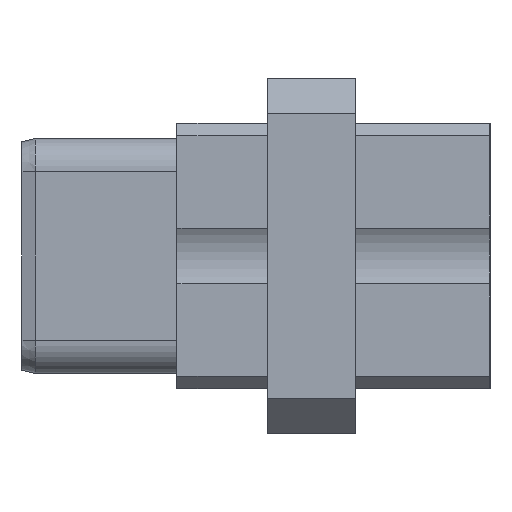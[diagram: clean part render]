
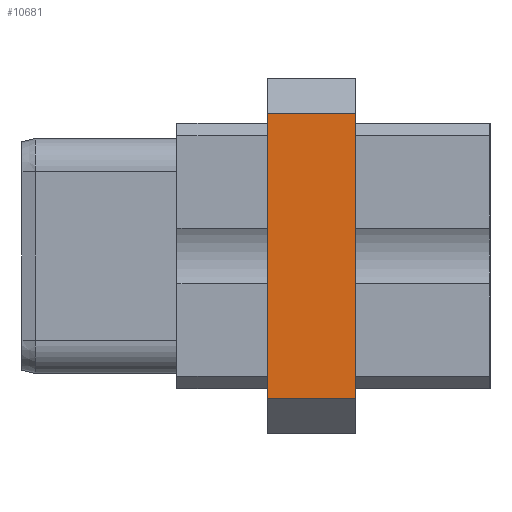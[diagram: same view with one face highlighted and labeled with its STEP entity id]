
A CAD part, left-side view. The second image highlights one B-rep face of the part: STEP entity #10681.
In plain terms, the highlighted planar face has unit normal (-1, 0, 0).
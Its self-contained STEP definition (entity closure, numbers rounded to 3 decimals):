
#249=DIRECTION('',(0.,-1.,0.));
#250=VECTOR('',#249,5.028);
#251=CARTESIAN_POINT('',(-43.964,-5.126,-8.15));
#252=LINE('',#251,#250);
#257=DIRECTION('',(0.,0.,-1.));
#258=VECTOR('',#257,16.3);
#259=CARTESIAN_POINT('',(-43.964,-10.154,8.15));
#260=LINE('',#259,#258);
#261=DIRECTION('',(0.,0.,1.));
#262=VECTOR('',#261,16.3);
#263=CARTESIAN_POINT('',(-43.964,-5.126,-8.15));
#264=LINE('',#263,#262);
#269=DIRECTION('',(0.,1.,0.));
#270=VECTOR('',#269,5.028);
#271=CARTESIAN_POINT('',(-43.964,-10.154,8.15));
#272=LINE('',#271,#270);
#10252=CARTESIAN_POINT('',(-43.964,-5.126,8.15));
#10254=VERTEX_POINT('',#10252);
#10257=CARTESIAN_POINT('',(-43.964,-5.126,-8.15));
#10259=VERTEX_POINT('',#10257);
#10300=CARTESIAN_POINT('',(-43.964,-10.154,-8.15));
#10302=VERTEX_POINT('',#10300);
#10305=CARTESIAN_POINT('',(-43.964,-10.154,8.15));
#10307=VERTEX_POINT('',#10305);
#10668=CARTESIAN_POINT('',(-43.964,-5.65,-10.14));
#10669=DIRECTION('',(-1.,0.,0.));
#10670=DIRECTION('',(0.,0.,1.));
#10671=AXIS2_PLACEMENT_3D('',#10668,#10669,#10670);
#10672=PLANE('',#10671);
#10674=ORIENTED_EDGE('',*,*,#10673,.F.);
#10675=ORIENTED_EDGE('',*,*,#10611,.T.);
#10676=ORIENTED_EDGE('',*,*,#10659,.F.);
#10678=ORIENTED_EDGE('',*,*,#10677,.T.);
#10679=EDGE_LOOP('',(#10674,#10675,#10676,#10678));
#10680=FACE_OUTER_BOUND('',#10679,.F.);
#10681=ADVANCED_FACE('',(#10680),#10672,.T.);
#10611=EDGE_CURVE('',#10307,#10302,#260,.T.);
#10659=EDGE_CURVE('',#10259,#10302,#252,.T.);
#10673=EDGE_CURVE('',#10307,#10254,#272,.T.);
#10677=EDGE_CURVE('',#10259,#10254,#264,.T.);
